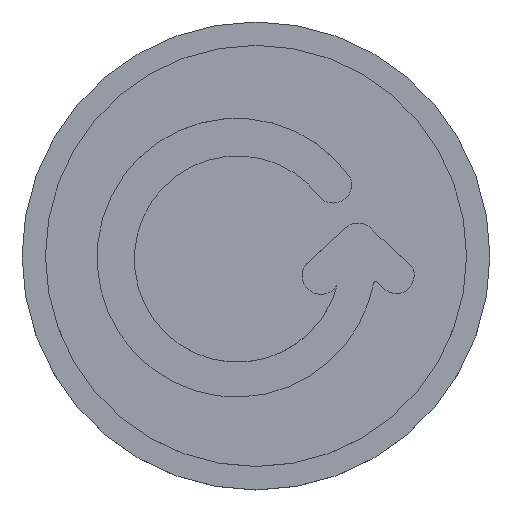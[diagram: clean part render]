
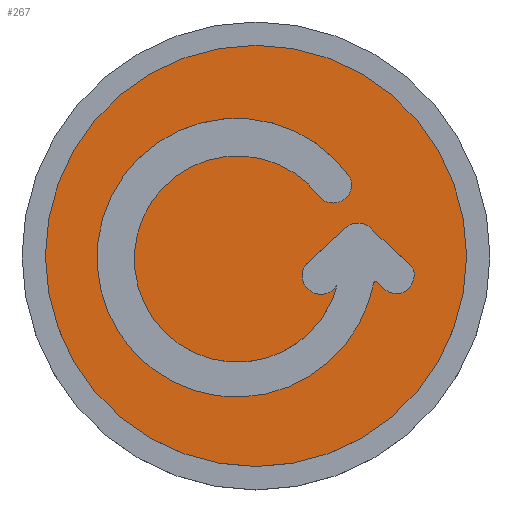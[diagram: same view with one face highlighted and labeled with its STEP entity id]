
A CAD part, top view. The second image highlights one B-rep face of the part: STEP entity #267.
In plain terms, the highlighted planar face has unit normal (0, 0, 1).
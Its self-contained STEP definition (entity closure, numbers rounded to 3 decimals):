
#15=FACE_BOUND('',#60,.T.);
#21=PLANE('',#308);
#25=(
BOUNDED_CURVE()
B_SPLINE_CURVE(5,(#479,#480,#481,#482,#483,#484,#485,#486,#487,#488,#489,
#490,#491,#492,#493,#494,#495,#496,#497,#498,#499,#500,#501,#502,#503,#504,
#505,#506,#507,#508,#509,#510,#511,#512,#513),.UNSPECIFIED.,.F.,.F.)
B_SPLINE_CURVE_WITH_KNOTS((6,1,1,1,1,1,1,1,1,1,1,1,1,1,1,1,1,1,1,1,1,1,
1,1,1,1,1,1,1,1,6),(-1.,-0.967,-0.933,-0.9,-0.867,
-0.833,-0.8,-0.767,-0.733,-0.7,-0.667,
-0.633,-0.6,-0.567,-0.533,-0.5,-0.467,
-0.433,-0.4,-0.367,-0.333,-0.3,-0.267,
-0.233,-0.2,-0.167,-0.133,-0.1,-0.067,
-0.033,0.),.UNSPECIFIED.)
CURVE()
GEOMETRIC_REPRESENTATION_ITEM()
RATIONAL_B_SPLINE_CURVE((1.,1.,1.,1.,1.,1.,1.,1.,1.,1.,1.,1.,1.,1.,1.,1.,
1.,1.,1.,1.,1.,1.,1.,1.,1.,1.,1.,1.,1.,1.,1.,1.,1.,1.,1.))
REPRESENTATION_ITEM('')
);
#27=(
BOUNDED_CURVE()
B_SPLINE_CURVE(5,(#596,#597,#598,#599,#600,#601,#602,#603,#604,#605),
 .UNSPECIFIED.,.F.,.F.)
B_SPLINE_CURVE_WITH_KNOTS((6,1,1,1,1,6),(0.,0.2,0.4,0.6,0.8,1.),
 .UNSPECIFIED.)
CURVE()
GEOMETRIC_REPRESENTATION_ITEM()
RATIONAL_B_SPLINE_CURVE((1.,1.,1.,1.,1.,1.,1.,1.,1.,1.))
REPRESENTATION_ITEM('')
);
#42=FACE_OUTER_BOUND('',#59,.T.);
#59=EDGE_LOOP('',(#225));
#60=EDGE_LOOP('',(#226,#227,#228,#229,#230,#231,#232,#233,#234));
#71=LINE('',#553,#87);
#75=LINE('',#565,#91);
#87=VECTOR('',#331,10.);
#91=VECTOR('',#343,10.);
#100=CIRCLE('',#288,2.979);
#102=CIRCLE('',#292,0.42);
#104=CIRCLE('',#296,0.398);
#106=CIRCLE('',#299,2.204);
#108=CIRCLE('',#302,0.391);
#110=CIRCLE('',#306,4.5);
#116=VERTEX_POINT('',#400);
#117=VERTEX_POINT('',#401);
#120=VERTEX_POINT('',#478);
#122=VERTEX_POINT('',#552);
#124=VERTEX_POINT('',#558);
#126=VERTEX_POINT('',#564);
#128=VERTEX_POINT('',#570);
#130=VERTEX_POINT('',#595);
#132=VERTEX_POINT('',#619);
#134=VERTEX_POINT('',#629);
#140=EDGE_CURVE('',#116,#117,#100,.T.);
#144=EDGE_CURVE('',#120,#116,#25,.T.);
#147=EDGE_CURVE('',#122,#120,#71,.T.);
#150=EDGE_CURVE('',#124,#122,#102,.T.);
#153=EDGE_CURVE('',#126,#124,#75,.T.);
#156=EDGE_CURVE('',#128,#126,#104,.T.);
#159=EDGE_CURVE('',#130,#128,#27,.T.);
#162=EDGE_CURVE('',#132,#130,#106,.T.);
#165=EDGE_CURVE('',#117,#132,#108,.T.);
#167=EDGE_CURVE('',#134,#134,#110,.T.);
#225=ORIENTED_EDGE('',*,*,#167,.T.);
#226=ORIENTED_EDGE('',*,*,#140,.T.);
#227=ORIENTED_EDGE('',*,*,#165,.T.);
#228=ORIENTED_EDGE('',*,*,#162,.T.);
#229=ORIENTED_EDGE('',*,*,#159,.T.);
#230=ORIENTED_EDGE('',*,*,#156,.T.);
#231=ORIENTED_EDGE('',*,*,#153,.T.);
#232=ORIENTED_EDGE('',*,*,#150,.T.);
#233=ORIENTED_EDGE('',*,*,#147,.T.);
#234=ORIENTED_EDGE('',*,*,#144,.T.);
#267=ADVANCED_FACE('',(#42,#15),#21,.T.);
#288=AXIS2_PLACEMENT_3D('',#402,#322,#323);
#292=AXIS2_PLACEMENT_3D('',#559,#336,#337);
#296=AXIS2_PLACEMENT_3D('',#571,#348,#349);
#299=AXIS2_PLACEMENT_3D('',#620,#356,#357);
#302=AXIS2_PLACEMENT_3D('',#625,#363,#364);
#306=AXIS2_PLACEMENT_3D('',#630,#371,#372);
#308=AXIS2_PLACEMENT_3D('',#634,#376,#377);
#322=DIRECTION('center_axis',(0.,0.,-1.));
#323=DIRECTION('ref_axis',(0.812,0.583,0.));
#331=DIRECTION('',(0.734,-0.68,0.));
#336=DIRECTION('center_axis',(0.,0.,-1.));
#337=DIRECTION('ref_axis',(0.817,0.576,0.));
#343=DIRECTION('',(0.733,0.68,0.));
#348=DIRECTION('center_axis',(0.,0.,-1.));
#349=DIRECTION('ref_axis',(-0.779,0.627,0.));
#356=DIRECTION('center_axis',(0.,0.,1.));
#357=DIRECTION('ref_axis',(0.801,0.599,0.));
#363=DIRECTION('center_axis',(0.,0.,-1.));
#364=DIRECTION('ref_axis',(-0.728,-0.685,0.));
#371=DIRECTION('center_axis',(0.,0.,1.));
#372=DIRECTION('ref_axis',(-1.,0.,0.));
#376=DIRECTION('center_axis',(0.,0.,1.));
#377=DIRECTION('ref_axis',(-1.,0.,0.));
#400=CARTESIAN_POINT('',(2.4,-1.,1.5));
#401=CARTESIAN_POINT('',(2.,1.7,1.5));
#402=CARTESIAN_POINT('Origin',(-0.419,-0.038,1.5));
#478=CARTESIAN_POINT('',(3.323,-0.223,1.5));
#479=CARTESIAN_POINT('Ctrl Pts',(3.323,-0.223,1.5));
#480=CARTESIAN_POINT('Ctrl Pts',(3.33,-0.231,1.5));
#481=CARTESIAN_POINT('Ctrl Pts',(3.343,-0.247,1.5));
#482=CARTESIAN_POINT('Ctrl Pts',(3.359,-0.272,1.5));
#483=CARTESIAN_POINT('Ctrl Pts',(3.375,-0.31,1.5));
#484=CARTESIAN_POINT('Ctrl Pts',(3.384,-0.363,1.5));
#485=CARTESIAN_POINT('Ctrl Pts',(3.383,-0.421,1.5));
#486=CARTESIAN_POINT('Ctrl Pts',(3.373,-0.483,1.5));
#487=CARTESIAN_POINT('Ctrl Pts',(3.353,-0.547,1.5));
#488=CARTESIAN_POINT('Ctrl Pts',(3.325,-0.609,1.5));
#489=CARTESIAN_POINT('Ctrl Pts',(3.289,-0.667,1.5));
#490=CARTESIAN_POINT('Ctrl Pts',(3.247,-0.716,1.5));
#491=CARTESIAN_POINT('Ctrl Pts',(3.199,-0.754,1.5));
#492=CARTESIAN_POINT('Ctrl Pts',(3.148,-0.781,1.5));
#493=CARTESIAN_POINT('Ctrl Pts',(3.095,-0.796,1.5));
#494=CARTESIAN_POINT('Ctrl Pts',(3.042,-0.803,1.5));
#495=CARTESIAN_POINT('Ctrl Pts',(2.99,-0.804,1.5));
#496=CARTESIAN_POINT('Ctrl Pts',(2.94,-0.8,1.5));
#497=CARTESIAN_POINT('Ctrl Pts',(2.892,-0.791,1.5));
#498=CARTESIAN_POINT('Ctrl Pts',(2.844,-0.775,1.5));
#499=CARTESIAN_POINT('Ctrl Pts',(2.796,-0.75,1.5));
#500=CARTESIAN_POINT('Ctrl Pts',(2.745,-0.712,1.5));
#501=CARTESIAN_POINT('Ctrl Pts',(2.693,-0.665,1.5));
#502=CARTESIAN_POINT('Ctrl Pts',(2.641,-0.613,1.5));
#503=CARTESIAN_POINT('Ctrl Pts',(2.594,-0.569,1.5));
#504=CARTESIAN_POINT('Ctrl Pts',(2.556,-0.543,1.5));
#505=CARTESIAN_POINT('Ctrl Pts',(2.53,-0.544,1.5));
#506=CARTESIAN_POINT('Ctrl Pts',(2.515,-0.573,1.5));
#507=CARTESIAN_POINT('Ctrl Pts',(2.503,-0.618,1.5));
#508=CARTESIAN_POINT('Ctrl Pts',(2.489,-0.677,1.5));
#509=CARTESIAN_POINT('Ctrl Pts',(2.47,-0.755,1.5));
#510=CARTESIAN_POINT('Ctrl Pts',(2.447,-0.837,1.5));
#511=CARTESIAN_POINT('Ctrl Pts',(2.425,-0.913,1.5));
#512=CARTESIAN_POINT('Ctrl Pts',(2.409,-0.97,1.5));
#513=CARTESIAN_POINT('Ctrl Pts',(2.4,-1.,1.5));
#552=CARTESIAN_POINT('',(2.518,0.523,1.5));
#553=CARTESIAN_POINT('',(1.971,1.03,1.5));
#558=CARTESIAN_POINT('',(1.847,0.543,1.5));
#559=CARTESIAN_POINT('Origin',(2.175,0.281,1.5));
#564=CARTESIAN_POINT('',(1.075,-0.172,1.5));
#565=CARTESIAN_POINT('',(0.829,-0.4,1.5));
#570=CARTESIAN_POINT('',(1.722,-0.633,1.5));
#571=CARTESIAN_POINT('Origin',(1.385,-0.422,1.5));
#595=CARTESIAN_POINT('',(1.6,-1.,1.5));
#596=CARTESIAN_POINT('Ctrl Pts',(1.6,-1.,1.5));
#597=CARTESIAN_POINT('Ctrl Pts',(1.613,-0.97,1.5));
#598=CARTESIAN_POINT('Ctrl Pts',(1.637,-0.915,1.5));
#599=CARTESIAN_POINT('Ctrl Pts',(1.666,-0.846,1.5));
#600=CARTESIAN_POINT('Ctrl Pts',(1.692,-0.776,1.5));
#601=CARTESIAN_POINT('Ctrl Pts',(1.71,-0.714,1.5));
#602=CARTESIAN_POINT('Ctrl Pts',(1.718,-0.677,1.5));
#603=CARTESIAN_POINT('Ctrl Pts',(1.721,-0.653,1.5));
#604=CARTESIAN_POINT('Ctrl Pts',(1.722,-0.639,1.5));
#605=CARTESIAN_POINT('Ctrl Pts',(1.722,-0.633,1.5));
#619=CARTESIAN_POINT('',(1.368,1.253,1.5));
#620=CARTESIAN_POINT('Origin',(-0.397,-0.067,1.5));
#625=CARTESIAN_POINT('Origin',(1.653,1.52,1.5));
#629=CARTESIAN_POINT('',(4.5,0.,1.5));
#630=CARTESIAN_POINT('Origin',(0.,0.,1.5));
#634=CARTESIAN_POINT('Origin',(0.,0.,1.5));
